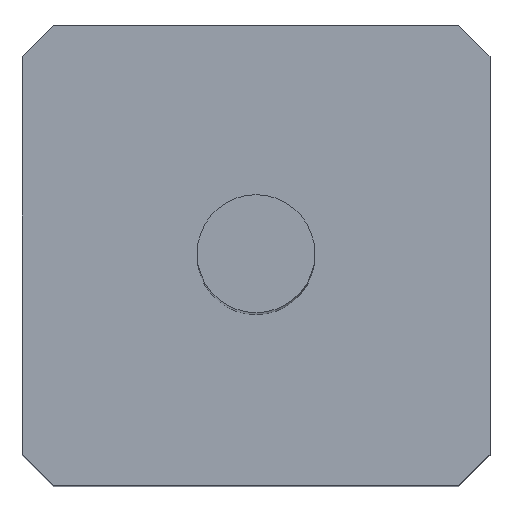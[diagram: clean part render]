
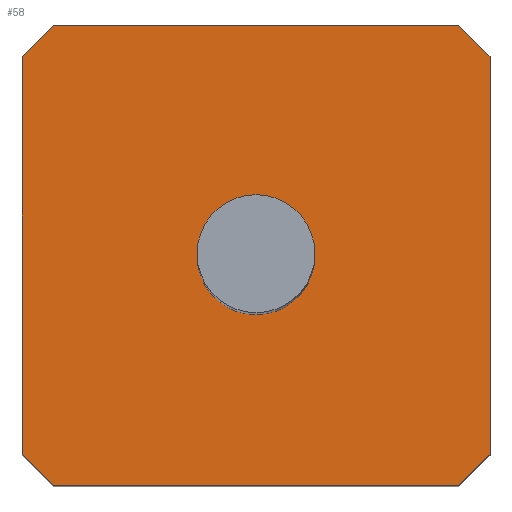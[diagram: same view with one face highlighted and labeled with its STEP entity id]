
A CAD part, top view. The second image highlights one B-rep face of the part: STEP entity #58.
In plain terms, the highlighted planar face has unit normal (0, 0, 1).
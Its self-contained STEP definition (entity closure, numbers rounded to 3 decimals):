
#58=ADVANCED_FACE('',(#220,#222),#224,.T.);
#220=FACE_BOUND('',#221,.T.);
#221=EDGE_LOOP('',(#354,#355,#356,#357,#358,#359,#360,#361));
#222=FACE_BOUND('',#223,.T.);
#223=EDGE_LOOP('',(#362));
#224=PLANE('',#225);
#225=AXIS2_PLACEMENT_3D('',#226,#227,#228);
#226=CARTESIAN_POINT('',(0.,0.,2.5));
#227=DIRECTION('',(0.,0.,1.));
#228=DIRECTION('',(1.,0.,0.));
#354=ORIENTED_EDGE('',*,*,#426,.T.);
#355=ORIENTED_EDGE('',*,*,#427,.T.);
#356=ORIENTED_EDGE('',*,*,#428,.T.);
#357=ORIENTED_EDGE('',*,*,#429,.T.);
#358=ORIENTED_EDGE('',*,*,#430,.T.);
#359=ORIENTED_EDGE('',*,*,#431,.T.);
#360=ORIENTED_EDGE('',*,*,#432,.T.);
#361=ORIENTED_EDGE('',*,*,#433,.T.);
#362=ORIENTED_EDGE('',*,*,#434,.F.);
#426=EDGE_CURVE('',#462,#463,#464,.T.);
#427=EDGE_CURVE('',#463,#465,#466,.T.);
#428=EDGE_CURVE('',#465,#467,#468,.T.);
#429=EDGE_CURVE('',#467,#469,#470,.T.);
#430=EDGE_CURVE('',#469,#471,#472,.T.);
#431=EDGE_CURVE('',#471,#473,#474,.T.);
#432=EDGE_CURVE('',#473,#475,#476,.T.);
#433=EDGE_CURVE('',#475,#462,#477,.T.);
#434=EDGE_CURVE('',#478,#478,#479,.T.);
#462=VERTEX_POINT('',#522);
#463=VERTEX_POINT('',#523);
#464=LINE('',#524,#525);
#465=VERTEX_POINT('',#527);
#466=LINE('',#528,#529);
#467=VERTEX_POINT('',#531);
#468=LINE('',#532,#533);
#469=VERTEX_POINT('',#535);
#470=LINE('',#536,#537);
#471=VERTEX_POINT('',#539);
#472=LINE('',#540,#541);
#473=VERTEX_POINT('',#543);
#474=LINE('',#544,#545);
#475=VERTEX_POINT('',#547);
#476=LINE('',#548,#549);
#477=LINE('',#551,#552);
#478=VERTEX_POINT('',#554);
#479=CIRCLE('',#555,0.32);
#522=CARTESIAN_POINT('',(1.1,1.25,2.5));
#523=CARTESIAN_POINT('',(-1.1,1.25,2.5));
#524=CARTESIAN_POINT('',(1.1,1.25,2.5));
#525=VECTOR('',#526,1.);
#526=DIRECTION('',(-1.,0.,0.));
#527=CARTESIAN_POINT('',(-1.27,1.08,2.5));
#528=CARTESIAN_POINT('',(-1.1,1.25,2.5));
#529=VECTOR('',#530,1.);
#530=DIRECTION('',(-0.707,-0.707,0.));
#531=CARTESIAN_POINT('',(-1.27,-1.08,2.5));
#532=CARTESIAN_POINT('',(-1.27,1.08,2.5));
#533=VECTOR('',#534,1.);
#534=DIRECTION('',(0.,-1.,0.));
#535=CARTESIAN_POINT('',(-1.1,-1.25,2.5));
#536=CARTESIAN_POINT('',(-1.27,-1.08,2.5));
#537=VECTOR('',#538,1.);
#538=DIRECTION('',(0.707,-0.707,0.));
#539=CARTESIAN_POINT('',(1.1,-1.25,2.5));
#540=CARTESIAN_POINT('',(-1.1,-1.25,2.5));
#541=VECTOR('',#542,1.);
#542=DIRECTION('',(1.,0.,0.));
#543=CARTESIAN_POINT('',(1.27,-1.08,2.5));
#544=CARTESIAN_POINT('',(1.1,-1.25,2.5));
#545=VECTOR('',#546,1.);
#546=DIRECTION('',(0.707,0.707,0.));
#547=CARTESIAN_POINT('',(1.27,1.08,2.5));
#548=CARTESIAN_POINT('',(1.27,-1.08,2.5));
#549=VECTOR('',#550,1.);
#550=DIRECTION('',(0.,1.,0.));
#551=CARTESIAN_POINT('',(1.27,1.08,2.5));
#552=VECTOR('',#553,1.);
#553=DIRECTION('',(-0.707,0.707,0.));
#554=CARTESIAN_POINT('',(0.32,0.,2.5));
#555=AXIS2_PLACEMENT_3D('',#556,#557,#558);
#556=CARTESIAN_POINT('',(0.,0.,2.5));
#557=DIRECTION('',(0.,0.,1.));
#558=DIRECTION('',(1.,0.,0.));
